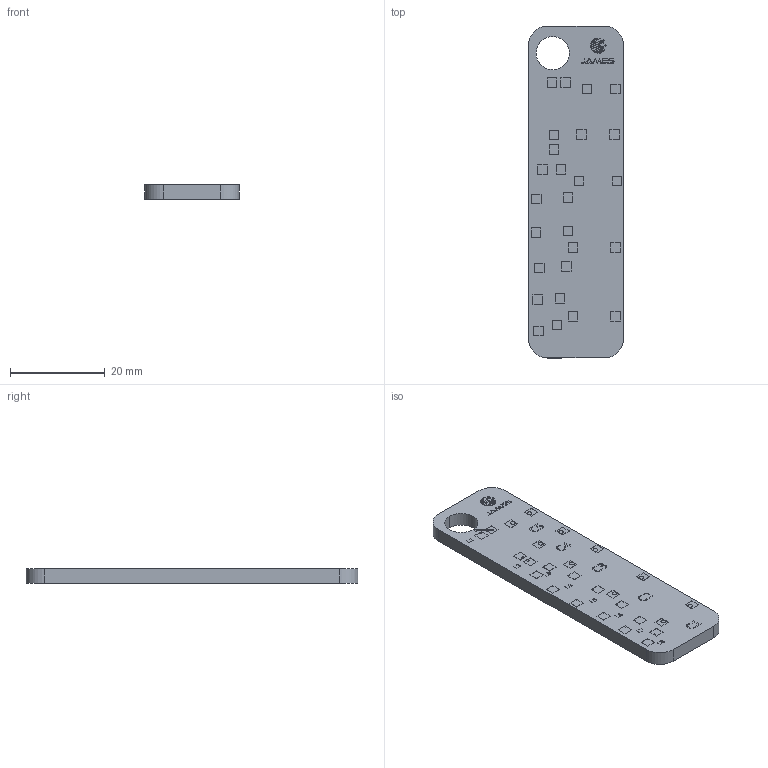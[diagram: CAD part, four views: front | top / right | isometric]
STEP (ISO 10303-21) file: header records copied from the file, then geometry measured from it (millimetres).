
FILE_DESCRIPTION (( 'STEP AP214' ), '1' );
FILE_NAME ('TCCL_Version_2.STEP', '2024-04-03T07:40:35', ( '' ), ( '' ), 'SwSTEP 2.0', 'SolidWorks 2022', '' );
FILE_SCHEMA (( 'AUTOMOTIVE_DESIGN' ));
Length unit declared in the file: millimetre
Products named in the file (1): TCCL_Version_2
Bounding box: 20 x 70 x 3 mm (x, y, z)
Volume: 4148.1 mm3; surface area: 10613.7 mm2
Topology: 66 solids, 66 shells, 2125 faces, 5499 edges, 3506 vertices
Faces by surface type: plane 1482, bspline 485, cylinder 158
Entity records: 84992 total; most frequent: CARTESIAN_POINT 35735, ORIENTED_EDGE 10996, DIRECTION 8175, EDGE_CURVE 5498, LINE 4175, VECTOR 4175, VERTEX_POINT 3506, EDGE_LOOP 2162
